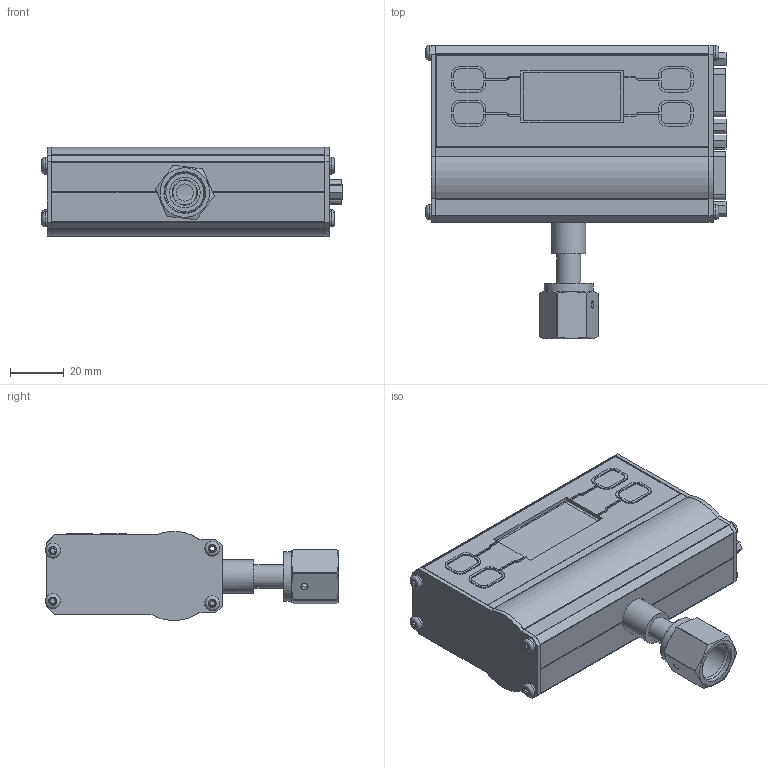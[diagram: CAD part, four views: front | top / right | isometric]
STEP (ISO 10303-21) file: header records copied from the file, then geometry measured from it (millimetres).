
FILE_DESCRIPTION (( 'STEP AP214' ), '1' );
FILE_NAME ('3PE5-01D-B7F5 PGE500 Pirani Gauge Enhanced - 4 VCR female.STEP', '2016-10-05T21:58:44', ( '' ), ( '' ), 'SwSTEP 2.0', 'SolidWorks 2013', '' );
FILE_SCHEMA (( 'AUTOMOTIVE_DESIGN' ));
Length unit declared in the file: inch
Products named in the file (1): 3PE5-01D-B7F5 PGE500 Pirani Gauge Enhanced - 4 VCR female
Bounding box: 111.51 x 108.97 x 33.08 mm (x, y, z)
Surface area: 40720.6 mm2 (no closed solid volume)
Topology: 0 solids, 28 shells, 575 faces, 1857 edges, 1312 vertices
Faces by surface type: plane 292, cylinder 243, torus 32, cone 8
Full cylindrical faces by diameter (mm): 0.75 x15, 0.965 x9, 2.54 x6, 5.588 x8, 8.89 x1, 9.144 x1, 11.328 x1, 12.573 x1, 14.224 x1, 15.24 x1, 18.288 x1, 29.083 x1
Entity records: 27842 total; most frequent: CARTESIAN_POINT 3998, DIRECTION 3621, ORIENTED_EDGE 3013, EDGE_CURVE 1742, AXIS2_PLACEMENT_3D 1342, VERTEX_POINT 1284, LINE 937, VECTOR 937
